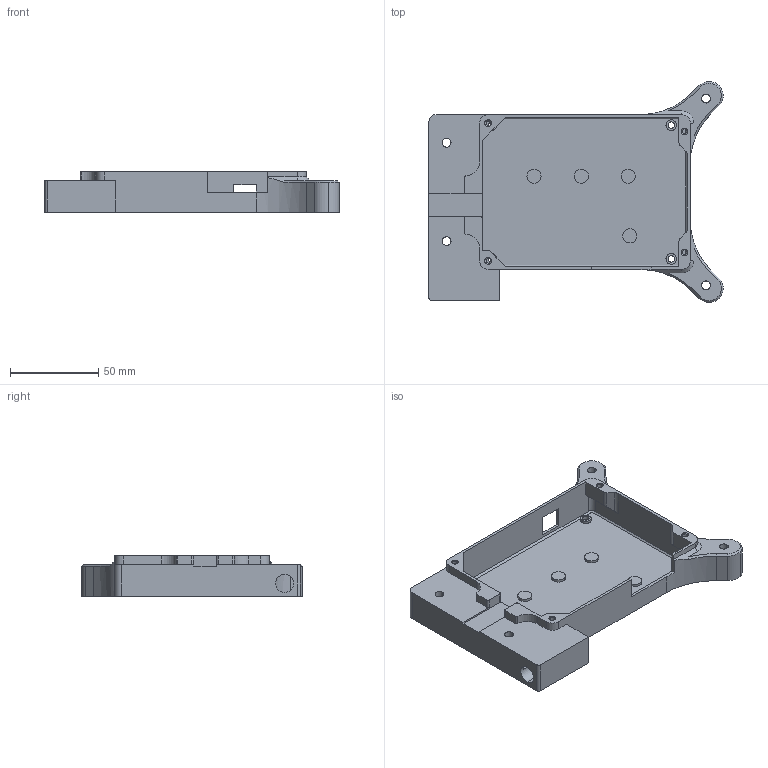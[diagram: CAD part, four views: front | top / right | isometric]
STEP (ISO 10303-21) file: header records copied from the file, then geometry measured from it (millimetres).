
FILE_DESCRIPTION (( 'STEP AP203' ), '1' );
FILE_NAME ('Case_v3.STEP', '2021-06-04T09:20:13', ( '' ), ( '' ), 'SwSTEP 2.0', 'SolidWorks 2020', '' );
FILE_SCHEMA (( 'CONFIG_CONTROL_DESIGN' ));
Length unit declared in the file: millimetre
Products named in the file (1): Case_v3
Bounding box: 166.51 x 124.96 x 23 mm (x, y, z)
Volume: 87615.1 mm3; surface area: 54004 mm2
Topology: 1 solids, 1 shells, 212 faces, 562 edges, 356 vertices
Faces by surface type: plane 89, cylinder 87, cone 36
Entity records: 6693 total; most frequent: CARTESIAN_POINT 1224, DIRECTION 1145, ORIENTED_EDGE 1124, EDGE_CURVE 562, AXIS2_PLACEMENT_3D 401, VERTEX_POINT 356, LINE 343, VECTOR 343
